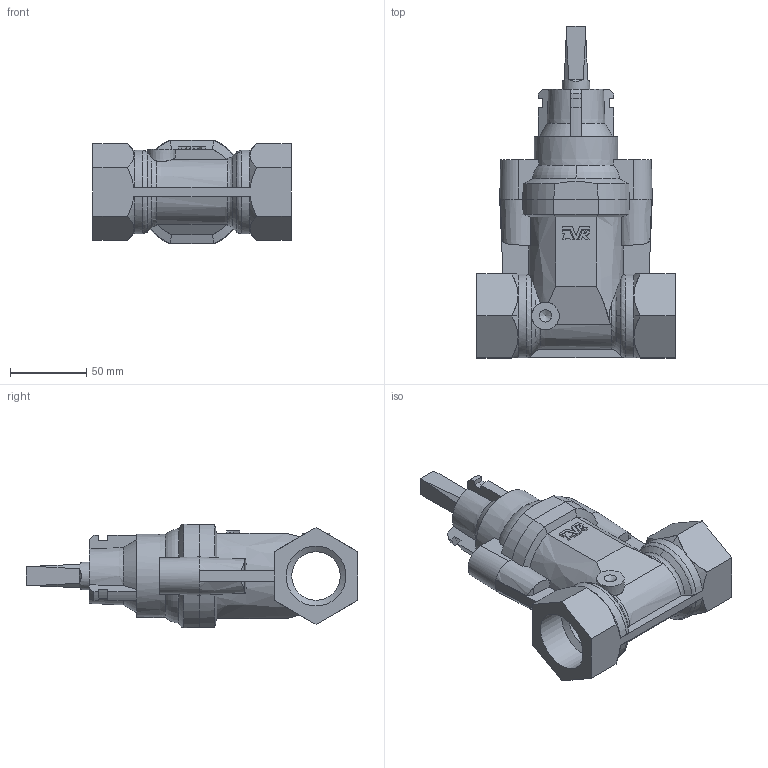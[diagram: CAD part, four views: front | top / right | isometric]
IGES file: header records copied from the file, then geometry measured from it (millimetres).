
Start section: SolidWorks IGES file using analytic representation for surfaces
Global section: file name: O_03_00_DN040_X0X_AA0.igs; native system: SolidWorks 2012; preprocessor: SolidWorks 2012; author: pbm; date: 171016.110124; units: inch
Bounding box: 130 x 217.5 x 68 mm (x, y, z)
Surface area: 73947.8 mm2 (no closed solid volume)
Topology: 0 solids, 0 shells, 211 faces, 1159 edges, 1150 vertices
Faces by surface type: bspline 108, revolution 103
